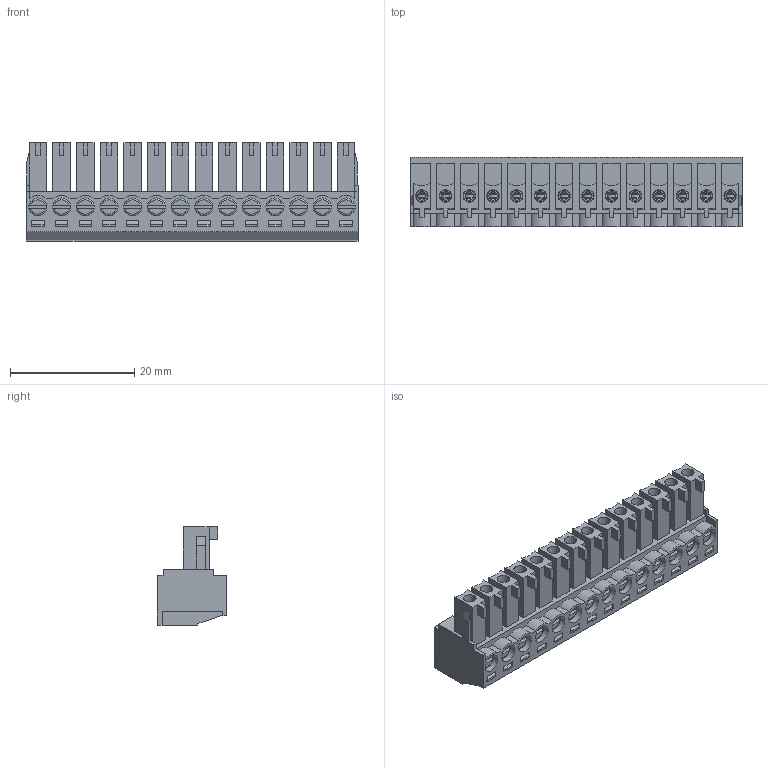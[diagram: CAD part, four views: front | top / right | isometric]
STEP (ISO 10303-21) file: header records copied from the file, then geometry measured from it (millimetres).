
FILE_DESCRIPTION( ( 'Unknown' ), '1' );
FILE_NAME( '691361300014.stp', 'Unknown', ( 'Unknown' ), ( 'Unknown' ), 'PSStep 14.0', 'Unknown', ' ' );
FILE_SCHEMA( ( 'AUTOMOTIVE_DESIGN { 1 0 10303 214 1 1 1 1 }' ) );
Length unit declared in the file: millimetre
Products named in the file (6): Assem1; 6913613000xx_PIN; 6913613000xx_VISSE; 6913613000xx_CAGE; 691361300014; 691361300014_CAPOT
Assembly tree (44 placements, depth 2):
  Assem1
    6913613000xx_PIN  x14
    6913613000xx_VISSE  x14
    6913613000xx_CAGE  x14
    691361300014
    691361300014_CAPOT
Bounding box: 53.34 x 11.1 x 15.8 mm (x, y, z)
Volume: 3894 mm3; surface area: 12554.5 mm2
Topology: 44 solids, 44 shells, 2092 faces, 5546 edges, 3624 vertices
Faces by surface type: plane 1630, cylinder 392, torus 42, cone 28
Full cylindrical faces by diameter (mm): 1.35 x14, 1.9 x28, 2 x14, 2.9 x28
Entity records: 42540 total; most frequent: CARTESIAN_POINT 5950, ORIENTED_EDGE 5712, DIRECTION 5340, EDGE_CURVE 2856, LINE 2628, VECTOR 2628, VERTEX_POINT 1918, EDGE_LOOP 1378
